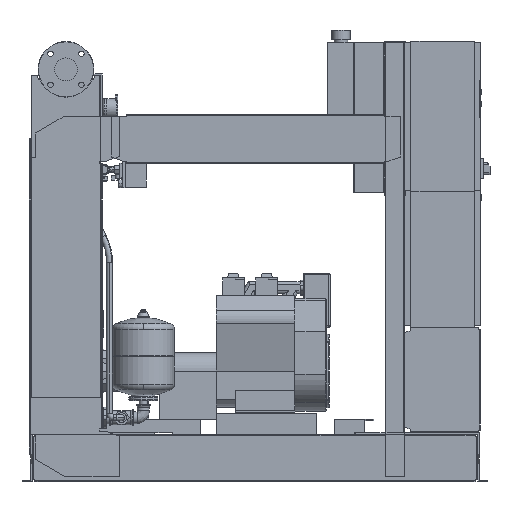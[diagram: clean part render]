
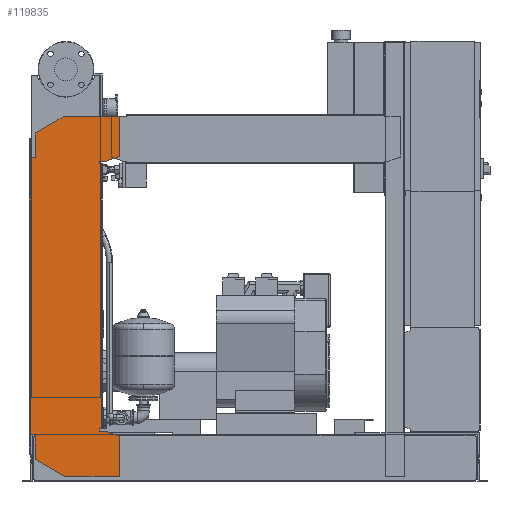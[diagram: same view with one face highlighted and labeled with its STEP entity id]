
A CAD part, front view. The second image highlights one B-rep face of the part: STEP entity #119835.
In plain terms, the highlighted free-form (B-spline) face has degree [1, 1] with [2, 2] control points.
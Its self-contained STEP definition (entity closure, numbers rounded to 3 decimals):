
#119320=CARTESIAN_POINT('',(-102.0,-463.5,1076.0));
#119321=VERTEX_POINT('',#119320);
#119328=CARTESIAN_POINT('',(-102.0,-463.5,1158.574));
#119329=VERTEX_POINT('',#119328);
#119330=CARTESIAN_POINT('',(-102.0,-463.5,1076.0));
#119331=DIRECTION('',(0.0,0.0,1.0));
#119332=VECTOR('',#119331,82.574);
#119333=LINE('',#119330,#119332);
#119334=EDGE_CURVE('',#119321,#119329,#119333,.T.);
#119352=CARTESIAN_POINT('',(-6.,-463.5,1214.0));
#119353=VERTEX_POINT('',#119352);
#119354=CARTESIAN_POINT('',(-102.0,-463.5,1158.574));
#119355=DIRECTION('',(0.866,0.0,0.5));
#119356=VECTOR('',#119355,110.851);
#119357=LINE('',#119354,#119356);
#119358=EDGE_CURVE('',#119329,#119353,#119357,.T.);
#119376=CARTESIAN_POINT('',(177.0,-463.5,1214.0));
#119377=VERTEX_POINT('',#119376);
#119378=CARTESIAN_POINT('',(-6.,-463.5,1214.0));
#119379=DIRECTION('',(1.0,0.0,0.0));
#119380=VECTOR('',#119379,183.0);
#119381=LINE('',#119378,#119380);
#119382=EDGE_CURVE('',#119353,#119377,#119381,.T.);
#119400=CARTESIAN_POINT('',(177.0,-463.5,1080.379));
#119401=VERTEX_POINT('',#119400);
#119402=CARTESIAN_POINT('',(177.0,-463.5,1214.0));
#119403=DIRECTION('',(0.0,0.0,-1.0));
#119404=VECTOR('',#119403,133.621);
#119405=LINE('',#119402,#119404);
#119406=EDGE_CURVE('',#119377,#119401,#119405,.T.);
#119424=CARTESIAN_POINT('',(132.,-463.5,1064.0));
#119425=VERTEX_POINT('',#119424);
#119426=CARTESIAN_POINT('',(177.0,-463.5,1080.379));
#119427=DIRECTION('',(-0.94,0.0,-0.342));
#119428=VECTOR('',#119427,47.888);
#119429=LINE('',#119426,#119428);
#119430=EDGE_CURVE('',#119401,#119425,#119429,.T.);
#119448=CARTESIAN_POINT('',(112.0,-463.5,1064.0));
#119449=VERTEX_POINT('',#119448);
#119450=CARTESIAN_POINT('',(132.,-463.5,1064.0));
#119451=DIRECTION('',(-1.0,0.0,0.0));
#119452=VECTOR('',#119451,20.);
#119453=LINE('',#119450,#119452);
#119454=EDGE_CURVE('',#119425,#119449,#119453,.T.);
#119472=CARTESIAN_POINT('',(112.0,-463.5,1056.0));
#119473=VERTEX_POINT('',#119472);
#119474=CARTESIAN_POINT('',(112.0,-463.5,1064.0));
#119475=DIRECTION('',(0.0,0.0,-1.0));
#119476=VECTOR('',#119475,8.0);
#119477=LINE('',#119474,#119476);
#119478=EDGE_CURVE('',#119449,#119473,#119477,.T.);
#119496=CARTESIAN_POINT('',(120.,-463.5,1056.0));
#119497=VERTEX_POINT('',#119496);
#119498=CARTESIAN_POINT('',(112.0,-463.5,1056.0));
#119499=DIRECTION('',(1.0,0.0,0.0));
#119500=VECTOR('',#119499,8.);
#119501=LINE('',#119498,#119500);
#119502=EDGE_CURVE('',#119473,#119497,#119501,.T.);
#119520=CARTESIAN_POINT('',(120.,-463.5,176.));
#119521=VERTEX_POINT('',#119520);
#119532=CARTESIAN_POINT('',(120.,-463.5,1056.0));
#119533=DIRECTION('',(0.0,0.0,-1.0));
#119534=VECTOR('',#119533,880.);
#119535=LINE('',#119532,#119534);
#119536=EDGE_CURVE('',#119497,#119521,#119535,.T.);
#119550=CARTESIAN_POINT('',(112.,-463.5,176.));
#119551=VERTEX_POINT('',#119550);
#119552=CARTESIAN_POINT('',(120.,-463.5,176.));
#119553=DIRECTION('',(-1.0,0.0,0.0));
#119554=VECTOR('',#119553,8.);
#119555=LINE('',#119552,#119554);
#119556=EDGE_CURVE('',#119521,#119551,#119555,.T.);
#119574=CARTESIAN_POINT('',(112.,-463.5,168.));
#119575=VERTEX_POINT('',#119574);
#119576=CARTESIAN_POINT('',(112.,-463.5,176.));
#119577=DIRECTION('',(0.0,0.0,-1.0));
#119578=VECTOR('',#119577,8.0);
#119579=LINE('',#119576,#119578);
#119580=EDGE_CURVE('',#119551,#119575,#119579,.T.);
#119598=CARTESIAN_POINT('',(132.,-463.5,168.));
#119599=VERTEX_POINT('',#119598);
#119600=CARTESIAN_POINT('',(112.,-463.5,168.));
#119601=DIRECTION('',(1.0,0.0,0.0));
#119602=VECTOR('',#119601,20.0);
#119603=LINE('',#119600,#119602);
#119604=EDGE_CURVE('',#119575,#119599,#119603,.T.);
#119622=CARTESIAN_POINT('',(177.,-463.5,151.621));
#119623=VERTEX_POINT('',#119622);
#119624=CARTESIAN_POINT('',(132.,-463.5,168.));
#119625=DIRECTION('',(0.94,0.0,-0.342));
#119626=VECTOR('',#119625,47.888);
#119627=LINE('',#119624,#119626);
#119628=EDGE_CURVE('',#119599,#119623,#119627,.T.);
#119646=CARTESIAN_POINT('',(177.,-463.5,18.0));
#119647=VERTEX_POINT('',#119646);
#119648=CARTESIAN_POINT('',(177.,-463.5,151.621));
#119649=DIRECTION('',(0.0,0.0,-1.0));
#119650=VECTOR('',#119649,133.621);
#119651=LINE('',#119648,#119650);
#119652=EDGE_CURVE('',#119623,#119647,#119651,.T.);
#119670=CARTESIAN_POINT('',(-4.,-463.5,18.0));
#119671=VERTEX_POINT('',#119670);
#119672=CARTESIAN_POINT('',(177.,-463.5,18.0));
#119673=DIRECTION('',(-1.0,0.0,0.0));
#119674=VECTOR('',#119673,181.);
#119675=LINE('',#119672,#119674);
#119676=EDGE_CURVE('',#119647,#119671,#119675,.T.);
#119694=CARTESIAN_POINT('',(-102.,-463.5,74.58));
#119695=VERTEX_POINT('',#119694);
#119696=CARTESIAN_POINT('',(-4.,-463.5,18.0));
#119697=DIRECTION('',(-0.866,0.,0.5));
#119698=VECTOR('',#119697,113.161);
#119699=LINE('',#119696,#119698);
#119700=EDGE_CURVE('',#119671,#119695,#119699,.T.);
#119718=CARTESIAN_POINT('',(-102.,-463.5,156.0));
#119719=VERTEX_POINT('',#119718);
#119720=CARTESIAN_POINT('',(-102.,-463.5,74.58));
#119721=DIRECTION('',(0.0,0.0,1.0));
#119722=VECTOR('',#119721,81.42);
#119723=LINE('',#119720,#119722);
#119724=EDGE_CURVE('',#119695,#119719,#119723,.T.);
#119742=CARTESIAN_POINT('',(-122.,-463.5,156.0));
#119743=VERTEX_POINT('',#119742);
#119744=CARTESIAN_POINT('',(-102.,-463.5,156.0));
#119745=DIRECTION('',(-1.0,0.0,0.0));
#119746=VECTOR('',#119745,20.0);
#119747=LINE('',#119744,#119746);
#119748=EDGE_CURVE('',#119719,#119743,#119747,.T.);
#119766=CARTESIAN_POINT('',(-122.0,-463.5,1076.0));
#119767=VERTEX_POINT('',#119766);
#119780=CARTESIAN_POINT('',(-122.,-463.5,156.0));
#119781=DIRECTION('',(0.0,0.0,1.0));
#119782=VECTOR('',#119781,920.0);
#119783=LINE('',#119780,#119782);
#119784=EDGE_CURVE('',#119743,#119767,#119783,.T.);
#119798=CARTESIAN_POINT('',(-122.0,-463.5,1076.0));
#119799=DIRECTION('',(1.0,0.0,0.0));
#119800=VECTOR('',#119799,20.0);
#119801=LINE('',#119798,#119800);
#119802=EDGE_CURVE('',#119767,#119321,#119801,.T.);
#119808=CARTESIAN_POINT('',(-122.,-463.5,18.0));
#119809=CARTESIAN_POINT('',(177.0,-463.5,18.0));
#119810=CARTESIAN_POINT('',(-122.,-463.5,1214.0));
#119811=CARTESIAN_POINT('',(177.0,-463.5,1214.0));
#119812=B_SPLINE_SURFACE_WITH_KNOTS('',1,1,((#119808,#119810),(#119809,#119811)),.UNSPECIFIED.,.F.,.F.,.U.,(2,2),(2,2),(0.0,299.),(0.0,1196.0),.UNSPECIFIED.);
#119813=ORIENTED_EDGE('',*,*,#119802,.F.);
#119814=ORIENTED_EDGE('',*,*,#119784,.F.);
#119815=ORIENTED_EDGE('',*,*,#119748,.F.);
#119816=ORIENTED_EDGE('',*,*,#119724,.F.);
#119817=ORIENTED_EDGE('',*,*,#119700,.F.);
#119818=ORIENTED_EDGE('',*,*,#119676,.F.);
#119819=ORIENTED_EDGE('',*,*,#119652,.F.);
#119820=ORIENTED_EDGE('',*,*,#119628,.F.);
#119821=ORIENTED_EDGE('',*,*,#119604,.F.);
#119822=ORIENTED_EDGE('',*,*,#119580,.F.);
#119823=ORIENTED_EDGE('',*,*,#119556,.F.);
#119824=ORIENTED_EDGE('',*,*,#119536,.F.);
#119825=ORIENTED_EDGE('',*,*,#119502,.F.);
#119826=ORIENTED_EDGE('',*,*,#119478,.F.);
#119827=ORIENTED_EDGE('',*,*,#119454,.F.);
#119828=ORIENTED_EDGE('',*,*,#119430,.F.);
#119829=ORIENTED_EDGE('',*,*,#119406,.F.);
#119830=ORIENTED_EDGE('',*,*,#119382,.F.);
#119831=ORIENTED_EDGE('',*,*,#119358,.F.);
#119832=ORIENTED_EDGE('',*,*,#119334,.F.);
#119833=EDGE_LOOP('',(#119813,#119814,#119815,#119816,#119817,#119818,#119819,#119820,#119821,#119822,#119823,#119824,#119825,#119826,#119827,#119828,#119829,#119830,#119831,#119832));
#119834=FACE_OUTER_BOUND('',#119833,.T.);
#119835=ADVANCED_FACE('',(#119834),#119812,.T.);
